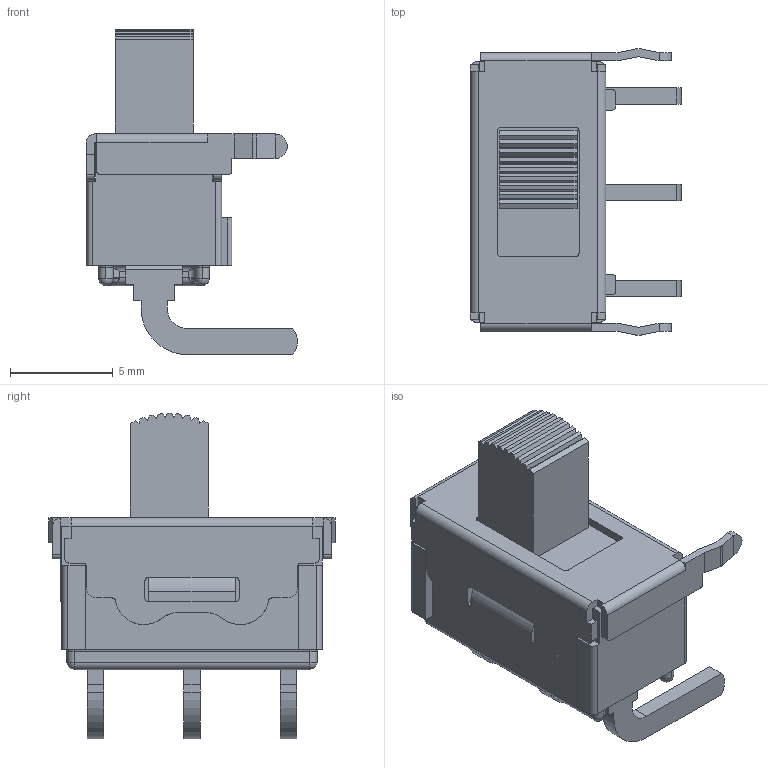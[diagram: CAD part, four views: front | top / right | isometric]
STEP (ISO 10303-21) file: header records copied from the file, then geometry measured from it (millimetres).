
FILE_DESCRIPTION( ( 'STEP AP203' ), '1' );
FILE_NAME( ' ', ' ', ( ' ' ), ( ' ' ), 'XStep 1.0', ' ', ' ' );
FILE_SCHEMA( ( 'CONFIG_CONTROL_DESIGN' ) );
Length unit declared in the file: millimetre
Products named in the file (1): 1
Bounding box: 10.3 x 13.98 x 15.87 mm (x, y, z)
Volume: 629.6 mm3; surface area: 1044.4 mm2
Topology: 1 solids, 1 shells, 352 faces, 986 edges, 626 vertices
Faces by surface type: plane 228, cylinder 100, torus 12, bspline 8, sphere 4
Entity records: 12270 total; most frequent: CARTESIAN_POINT 3117, ORIENTED_EDGE 1940, DIRECTION 1872, EDGE_CURVE 970, LINE 734, VECTOR 734, VERTEX_POINT 622, AXIS2_PLACEMENT_3D 569
